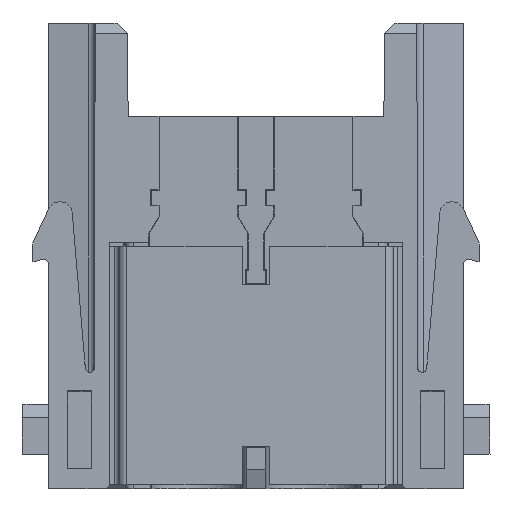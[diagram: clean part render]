
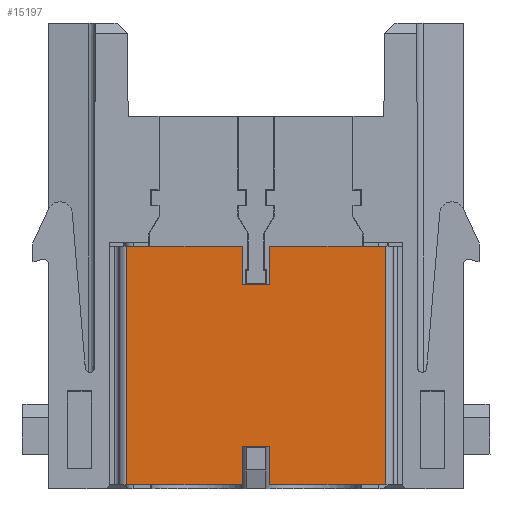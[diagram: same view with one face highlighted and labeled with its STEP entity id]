
A CAD part, left-side view. The second image highlights one B-rep face of the part: STEP entity #15197.
In plain terms, the highlighted planar face has unit normal (-1, 0, 0).
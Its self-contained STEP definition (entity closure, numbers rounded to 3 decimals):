
#14368=DIRECTION('',(0.,0.,1.));
#14369=VECTOR('',#14368,2.8);
#14370=CARTESIAN_POINT('',(-7.3,-1.,-2.9));
#14371=LINE('',#14370,#14369);
#14375=DIRECTION('',(0.,-1.,0.));
#14376=VECTOR('',#14375,8.45);
#14377=CARTESIAN_POINT('',(-7.3,-1.,-0.1));
#14378=LINE('',#14377,#14376);
#14382=DIRECTION('',(0.,0.,-1.));
#14383=VECTOR('',#14382,2.8);
#14384=CARTESIAN_POINT('',(-7.3,1.,-14.7));
#14385=LINE('',#14384,#14383);
#14389=DIRECTION('',(0.,-1.,0.));
#14390=VECTOR('',#14389,8.45);
#14391=CARTESIAN_POINT('',(-7.3,9.45,-0.1));
#14392=LINE('',#14391,#14390);
#14403=DIRECTION('',(0.,0.,1.));
#14404=VECTOR('',#14403,2.8);
#14405=CARTESIAN_POINT('',(-7.3,1.,-2.9));
#14406=LINE('',#14405,#14404);
#14470=DIRECTION('',(0.,0.,-1.));
#14471=VECTOR('',#14470,17.4);
#14472=CARTESIAN_POINT('',(-7.3,9.45,-0.1));
#14473=LINE('',#14472,#14471);
#14537=DIRECTION('',(0.,-1.,0.));
#14538=VECTOR('',#14537,8.45);
#14539=CARTESIAN_POINT('',(-7.3,9.45,-17.5));
#14540=LINE('',#14539,#14538);
#14551=DIRECTION('',(0.,-1.,0.));
#14552=VECTOR('',#14551,2.);
#14553=CARTESIAN_POINT('',(-7.3,1.,-14.7));
#14554=LINE('',#14553,#14552);
#14579=DIRECTION('',(0.,0.,-1.));
#14580=VECTOR('',#14579,2.8);
#14581=CARTESIAN_POINT('',(-7.3,-1.,-14.7));
#14582=LINE('',#14581,#14580);
#14586=DIRECTION('',(0.,-1.,0.));
#14587=VECTOR('',#14586,8.45);
#14588=CARTESIAN_POINT('',(-7.3,-1.,-17.5));
#14589=LINE('',#14588,#14587);
#14646=DIRECTION('',(0.,0.,1.));
#14647=VECTOR('',#14646,17.4);
#14648=CARTESIAN_POINT('',(-7.3,-9.45,-17.5));
#14649=LINE('',#14648,#14647);
#14918=DIRECTION('',(0.,1.,0.));
#14919=VECTOR('',#14918,2.);
#14920=CARTESIAN_POINT('',(-7.3,-1.,-2.9));
#14921=LINE('',#14920,#14919);
#14957=CARTESIAN_POINT('',(-7.3,1.,-0.1));
#14959=VERTEX_POINT('',#14957);
#14960=CARTESIAN_POINT('',(-7.3,9.45,-0.1));
#14961=VERTEX_POINT('',#14960);
#14981=CARTESIAN_POINT('',(-7.3,-1.,-0.1));
#14983=VERTEX_POINT('',#14981);
#14994=CARTESIAN_POINT('',(-7.3,-9.45,-0.1));
#14995=VERTEX_POINT('',#14994);
#14998=CARTESIAN_POINT('',(-7.3,1.,-2.9));
#14999=VERTEX_POINT('',#14998);
#15038=CARTESIAN_POINT('',(-7.3,9.45,-17.5));
#15039=VERTEX_POINT('',#15038);
#15040=CARTESIAN_POINT('',(-7.3,-1.,-2.9));
#15041=VERTEX_POINT('',#15040);
#15042=CARTESIAN_POINT('',(-7.3,-9.45,-17.5));
#15043=VERTEX_POINT('',#15042);
#15044=CARTESIAN_POINT('',(-7.3,-1.,-17.5));
#15045=VERTEX_POINT('',#15044);
#15046=CARTESIAN_POINT('',(-7.3,-1.,-14.7));
#15047=VERTEX_POINT('',#15046);
#15048=CARTESIAN_POINT('',(-7.3,1.,-14.7));
#15049=VERTEX_POINT('',#15048);
#15050=CARTESIAN_POINT('',(-7.3,1.,-17.5));
#15051=VERTEX_POINT('',#15050);
#15168=CARTESIAN_POINT('',(-7.3,-9.45,-17.5));
#15169=DIRECTION('',(-1.,0.,0.));
#15170=DIRECTION('',(0.,0.,1.));
#15171=AXIS2_PLACEMENT_3D('',#15168,#15169,#15170);
#15172=PLANE('',#15171);
#15174=ORIENTED_EDGE('',*,*,#15173,.F.);
#15176=ORIENTED_EDGE('',*,*,#15175,.F.);
#15177=ORIENTED_EDGE('',*,*,#15159,.T.);
#15178=ORIENTED_EDGE('',*,*,#15148,.T.);
#15180=ORIENTED_EDGE('',*,*,#15179,.F.);
#15182=ORIENTED_EDGE('',*,*,#15181,.F.);
#15184=ORIENTED_EDGE('',*,*,#15183,.F.);
#15186=ORIENTED_EDGE('',*,*,#15185,.F.);
#15188=ORIENTED_EDGE('',*,*,#15187,.T.);
#15190=ORIENTED_EDGE('',*,*,#15189,.F.);
#15192=ORIENTED_EDGE('',*,*,#15191,.F.);
#15194=ORIENTED_EDGE('',*,*,#15193,.T.);
#15195=EDGE_LOOP('',(#15174,#15176,#15177,#15178,#15180,#15182,#15184,#15186,
#15188,#15190,#15192,#15194));
#15196=FACE_OUTER_BOUND('',#15195,.F.);
#15148=EDGE_CURVE('',#14983,#14995,#14378,.T.);
#15159=EDGE_CURVE('',#15041,#14983,#14371,.T.);
#15173=EDGE_CURVE('',#14999,#14959,#14406,.T.);
#15175=EDGE_CURVE('',#15041,#14999,#14921,.T.);
#15179=EDGE_CURVE('',#15043,#14995,#14649,.T.);
#15181=EDGE_CURVE('',#15045,#15043,#14589,.T.);
#15183=EDGE_CURVE('',#15047,#15045,#14582,.T.);
#15185=EDGE_CURVE('',#15049,#15047,#14554,.T.);
#15187=EDGE_CURVE('',#15049,#15051,#14385,.T.);
#15189=EDGE_CURVE('',#15039,#15051,#14540,.T.);
#15191=EDGE_CURVE('',#14961,#15039,#14473,.T.);
#15193=EDGE_CURVE('',#14961,#14959,#14392,.T.);
#15197=ADVANCED_FACE('',(#15196),#15172,.T.);
